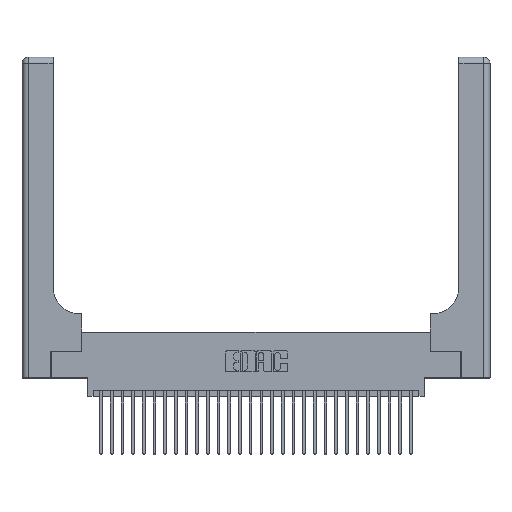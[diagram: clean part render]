
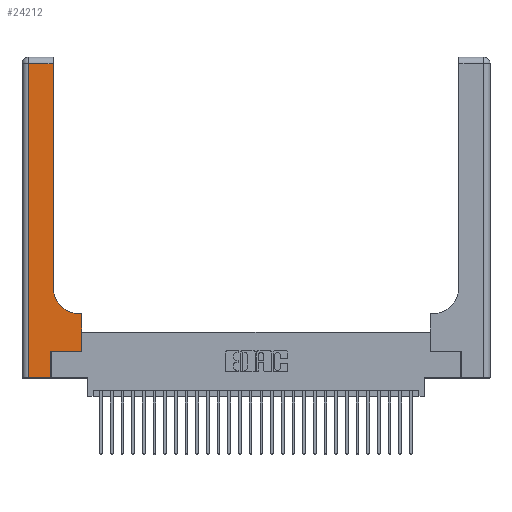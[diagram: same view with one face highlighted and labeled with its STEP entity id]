
A CAD part, top view. The second image highlights one B-rep face of the part: STEP entity #24212.
In plain terms, the highlighted planar face has unit normal (0, 0, 1).
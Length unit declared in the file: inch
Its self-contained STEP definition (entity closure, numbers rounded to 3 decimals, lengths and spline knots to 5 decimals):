
#91 = FACE_OUTER_BOUND ( 'NONE', #6531, .T. ) ;
#484 = VERTEX_POINT ( 'NONE', #22382 ) ;
#500 = LINE ( 'NONE', #10644, #12455 ) ;
#508 = ORIENTED_EDGE ( 'NONE', *, *, #21055, .T. ) ;
#656 = CARTESIAN_POINT ( 'NONE',  ( 0.2915, 2.94, 0.37 ) ) ;
#778 = CARTESIAN_POINT ( 'NONE',  ( 0., 2.94, 0.37 ) ) ;
#1764 = CARTESIAN_POINT ( 'NONE',  ( 0.5585, 0.6, 0.37 ) ) ;
#2016 = EDGE_CURVE ( 'NONE', #484, #8858, #4213, .T. ) ;
#2286 = VECTOR ( 'NONE', #3211, 39.37008 ) ;
#3031 = LINE ( 'NONE', #778, #2286 ) ;
#3211 = DIRECTION ( 'NONE',  ( -1., 0., 0. ) ) ;
#3669 = EDGE_CURVE ( 'NONE', #5712, #484, #10520, .T. ) ;
#3918 = LINE ( 'NONE', #25507, #28197 ) ;
#4201 = VECTOR ( 'NONE', #27258, 39.37008 ) ;
#4213 = LINE ( 'NONE', #9351, #27767 ) ;
#4598 = ORIENTED_EDGE ( 'NONE', *, *, #3669, .T. ) ;
#4742 = LINE ( 'NONE', #28816, #22136 ) ;
#5712 = VERTEX_POINT ( 'NONE', #29342 ) ;
#6215 = VERTEX_POINT ( 'NONE', #656 ) ;
#6531 = EDGE_LOOP ( 'NONE', ( #508, #29530, #28244, #21029, #4598, #29507, #27311, #29733, #7125 ) ) ;
#6557 = LINE ( 'NONE', #19650, #19162 ) ;
#7125 = ORIENTED_EDGE ( 'NONE', *, *, #21594, .T. ) ;
#7646 = VERTEX_POINT ( 'NONE', #1764 ) ;
#7742 = DIRECTION ( 'NONE',  ( 1., 0., 0. ) ) ;
#8543 = CARTESIAN_POINT ( 'NONE',  ( 0.2915, 3., 0.37 ) ) ;
#8858 = VERTEX_POINT ( 'NONE', #13368 ) ;
#8881 = AXIS2_PLACEMENT_3D ( 'NONE', #27408, #13434, #29748 ) ;
#9334 = EDGE_CURVE ( 'NONE', #24267, #5712, #6557, .T. ) ;
#9351 = CARTESIAN_POINT ( 'NONE',  ( 0.269, 0.25, 0.37 ) ) ;
#10520 = LINE ( 'NONE', #10866, #4201 ) ;
#10644 = CARTESIAN_POINT ( 'NONE',  ( 0.5585, 0.25, 0.37 ) ) ;
#10866 = CARTESIAN_POINT ( 'NONE',  ( 0.269, 0., 0.37 ) ) ;
#11031 = PLANE ( 'NONE',  #8881 ) ;
#11282 = DIRECTION ( 'NONE',  ( 0., 0., -1. ) ) ;
#12087 = EDGE_CURVE ( 'NONE', #6215, #19392, #3031, .T. ) ;
#12455 = VECTOR ( 'NONE', #13048, 39.37008 ) ;
#12661 = LINE ( 'NONE', #8543, #25870 ) ;
#13048 = DIRECTION ( 'NONE',  ( 0., 1., 0. ) ) ;
#13368 = CARTESIAN_POINT ( 'NONE',  ( 0.5585, 0.25, 0.37 ) ) ;
#13434 = DIRECTION ( 'NONE',  ( 0., 0., -1. ) ) ;
#14568 = EDGE_CURVE ( 'NONE', #7646, #21731, #4742, .T. ) ;
#16011 = CARTESIAN_POINT ( 'NONE',  ( 0.06, 0., 0.37 ) ) ;
#17471 = CIRCLE ( 'NONE', #29812, 0.25 ) ;
#19150 = VERTEX_POINT ( 'NONE', #22255 ) ;
#19162 = VECTOR ( 'NONE', #7742, 39.37008 ) ;
#19392 = VERTEX_POINT ( 'NONE', #29941 ) ;
#19650 = CARTESIAN_POINT ( 'NONE',  ( 0., 0., 0.37 ) ) ;
#21029 = ORIENTED_EDGE ( 'NONE', *, *, #9334, .T. ) ;
#21055 = EDGE_CURVE ( 'NONE', #19150, #6215, #12661, .T. ) ;
#21103 = DIRECTION ( 'NONE',  ( 1., 0., 0. ) ) ;
#21594 = EDGE_CURVE ( 'NONE', #21731, #19150, #17471, .T. ) ;
#21731 = VERTEX_POINT ( 'NONE', #25848 ) ;
#22136 = VECTOR ( 'NONE', #24252, 39.37008 ) ;
#22255 = CARTESIAN_POINT ( 'NONE',  ( 0.2915, 0.85, 0.37 ) ) ;
#22382 = CARTESIAN_POINT ( 'NONE',  ( 0.269, 0.25, 0.37 ) ) ;
#23510 = EDGE_CURVE ( 'NONE', #8858, #7646, #500, .T. ) ;
#24212 = ADVANCED_FACE ( 'NONE', ( #91 ), #11031, .F. ) ;
#24252 = DIRECTION ( 'NONE',  ( -1., 0., 0. ) ) ;
#24267 = VERTEX_POINT ( 'NONE', #16011 ) ;
#24311 = EDGE_CURVE ( 'NONE', #19392, #24267, #3918, .T. ) ;
#24974 = DIRECTION ( 'NONE',  ( 0., 1., 0. ) ) ;
#25348 = CARTESIAN_POINT ( 'NONE',  ( 0.5415, 0.85, 0.37 ) ) ;
#25507 = CARTESIAN_POINT ( 'NONE',  ( 0.06, 3., 0.37 ) ) ;
#25848 = CARTESIAN_POINT ( 'NONE',  ( 0.5415, 0.6, 0.37 ) ) ;
#25870 = VECTOR ( 'NONE', #24974, 39.37008 ) ;
#27258 = DIRECTION ( 'NONE',  ( 0., 1., 0. ) ) ;
#27311 = ORIENTED_EDGE ( 'NONE', *, *, #23510, .T. ) ;
#27408 = CARTESIAN_POINT ( 'NONE',  ( 0., 3., 0.37 ) ) ;
#27664 = DIRECTION ( 'NONE',  ( 1., 0., 0. ) ) ;
#27767 = VECTOR ( 'NONE', #21103, 39.37008 ) ;
#27820 = DIRECTION ( 'NONE',  ( 0., -1., 0. ) ) ;
#28197 = VECTOR ( 'NONE', #27820, 39.37008 ) ;
#28244 = ORIENTED_EDGE ( 'NONE', *, *, #24311, .T. ) ;
#28816 = CARTESIAN_POINT ( 'NONE',  ( 0.2915, 0.6, 0.37 ) ) ;
#29342 = CARTESIAN_POINT ( 'NONE',  ( 0.269, 0., 0.37 ) ) ;
#29507 = ORIENTED_EDGE ( 'NONE', *, *, #2016, .T. ) ;
#29530 = ORIENTED_EDGE ( 'NONE', *, *, #12087, .T. ) ;
#29733 = ORIENTED_EDGE ( 'NONE', *, *, #14568, .T. ) ;
#29748 = DIRECTION ( 'NONE',  ( -1., 0., 0. ) ) ;
#29812 = AXIS2_PLACEMENT_3D ( 'NONE', #25348, #11282, #27664 ) ;
#29941 = CARTESIAN_POINT ( 'NONE',  ( 0.06, 2.94, 0.37 ) ) ;
